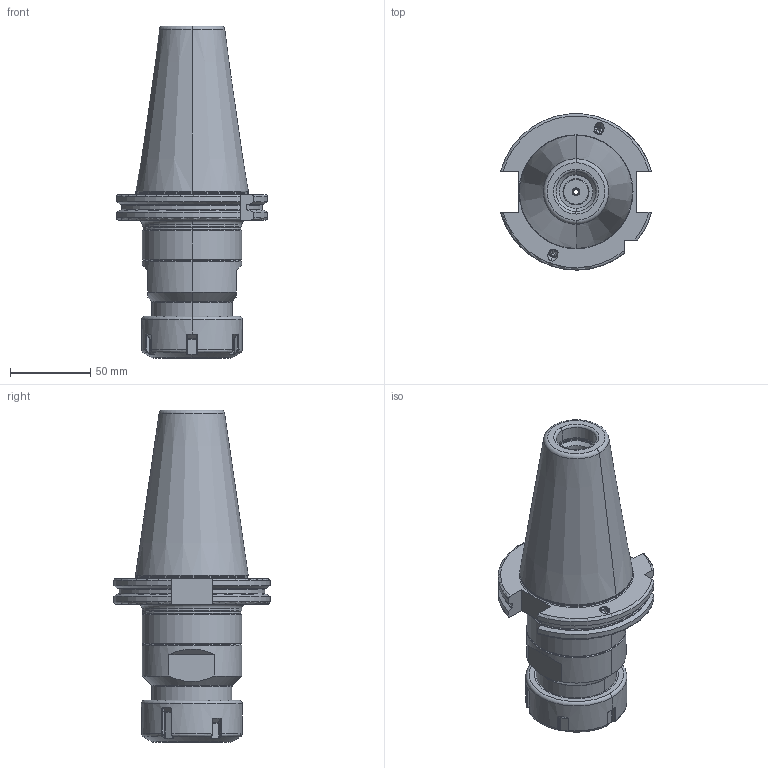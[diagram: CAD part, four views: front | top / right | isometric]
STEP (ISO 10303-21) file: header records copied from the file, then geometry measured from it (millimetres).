
FILE_DESCRIPTION((''),'2;1');
FILE_NAME('503_16_02_26','2020-09-23T',('104091'),(''),'CREO PARAMETRIC BY PTC INC, 2016260','CREO PARAMETRIC BY PTC INC, 2016260','');
FILE_SCHEMA(('CONFIG_CONTROL_DESIGN'));
Length unit declared in the file: millimetre
Products named in the file (1): 503_16_02_26
Bounding box: 94.05 x 97.31 x 206.75 mm (x, y, z)
Volume: 507466.4 mm3; surface area: 79049.7 mm2
Topology: 3 solids, 3 shells, 402 faces, 954 edges, 570 vertices
Faces by surface type: cylinder 103, plane 100, cone 66, torus 63, bspline 58, sphere 12
Entity records: 14747 total; most frequent: CARTESIAN_POINT 5882, ORIENTED_EDGE 1896, DIRECTION 1736, EDGE_CURVE 948, AXIS2_PLACEMENT_3D 681, VERTEX_POINT 570, EDGE_LOOP 430, FACE_OUTER_BOUND 402
